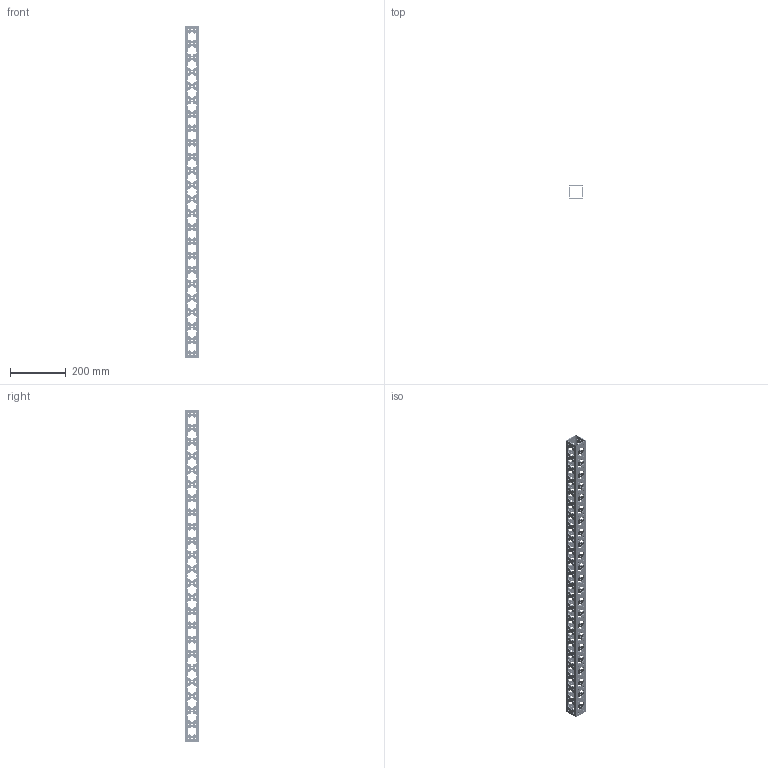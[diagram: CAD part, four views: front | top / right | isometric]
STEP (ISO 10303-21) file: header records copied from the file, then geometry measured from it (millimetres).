
FILE_DESCRIPTION (( 'STEP AP203' ), '1' );
FILE_NAME ('REV-21-3286.STEP', '2023-09-25T18:06:49', ( '' ), ( '' ), 'SwSTEP 2.0', 'SolidWorks 2022', '' );
FILE_SCHEMA (( 'CONFIG_CONTROL_DESIGN' ));
Products named in the file (1): REV-21-3286
Bounding box: 50.8 x 50.8 x 1193.8 mm (x, y, z)
Volume: 405685.6 mm3; surface area: 429581.8 mm2
Topology: 1 solids, 1 shells, 5156 faces, 14886 edges, 9732 vertices
Faces by surface type: cylinder 4562, cone 576, plane 18
Entity records: 176241 total; most frequent: DIRECTION 34900, CARTESIAN_POINT 29775, ORIENTED_EDGE 29772, EDGE_CURVE 14886, AXIS2_PLACEMENT_3D 14857, VERTEX_POINT 9732, CIRCLE 9700, EDGE_LOOP 5926
